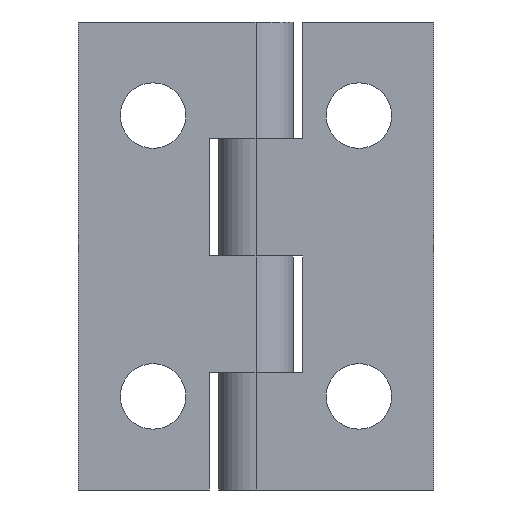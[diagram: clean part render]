
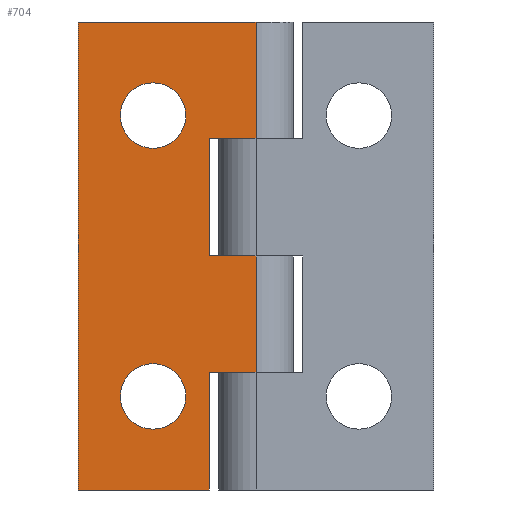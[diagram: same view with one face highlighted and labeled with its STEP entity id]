
A CAD part, front view. The second image highlights one B-rep face of the part: STEP entity #704.
In plain terms, the highlighted planar face has unit normal (0, -1, 0).
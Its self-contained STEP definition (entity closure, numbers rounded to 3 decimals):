
#65=FACE_BOUND('',#186,.T.);
#66=FACE_BOUND('',#187,.T.);
#95=CIRCLE('',#758,1.75);
#97=CIRCLE('',#762,1.75);
#133=FACE_OUTER_BOUND('',#185,.T.);
#185=EDGE_LOOP('',(#554,#555,#556,#557,#558,#559,#560,#561,#562,#563));
#186=EDGE_LOOP('',(#564));
#187=EDGE_LOOP('',(#565));
#230=LINE('',#1040,#284);
#232=LINE('',#1046,#286);
#236=LINE('',#1057,#290);
#238=LINE('',#1068,#292);
#241=LINE('',#1074,#295);
#247=LINE('',#1091,#301);
#248=LINE('',#1093,#302);
#250=LINE('',#1103,#304);
#252=LINE('',#1122,#306);
#253=LINE('',#1123,#307);
#284=VECTOR('',#820,6.3);
#286=VECTOR('',#826,2.5);
#290=VECTOR('',#834,2.5);
#292=VECTOR('',#844,2.5);
#295=VECTOR('',#851,6.3);
#301=VECTOR('',#867,6.2);
#302=VECTOR('',#870,6.2);
#304=VECTOR('',#882,7.);
#306=VECTOR('',#906,9.5);
#307=VECTOR('',#907,25.);
#338=VERTEX_POINT('',#1037);
#339=VERTEX_POINT('',#1039);
#340=VERTEX_POINT('',#1043);
#345=VERTEX_POINT('',#1054);
#346=VERTEX_POINT('',#1056);
#350=VERTEX_POINT('',#1065);
#351=VERTEX_POINT('',#1067);
#358=VERTEX_POINT('',#1089);
#361=VERTEX_POINT('',#1102);
#363=VERTEX_POINT('',#1109);
#365=VERTEX_POINT('',#1115);
#367=VERTEX_POINT('',#1121);
#404=EDGE_CURVE('',#339,#338,#230,.T.);
#407=EDGE_CURVE('',#338,#340,#232,.T.);
#412=EDGE_CURVE('',#346,#345,#236,.T.);
#417=EDGE_CURVE('',#351,#350,#238,.T.);
#421=EDGE_CURVE('',#345,#351,#241,.T.);
#430=EDGE_CURVE('',#350,#358,#247,.T.);
#431=EDGE_CURVE('',#340,#346,#248,.T.);
#435=EDGE_CURVE('',#339,#361,#250,.T.);
#438=EDGE_CURVE('',#363,#363,#95,.T.);
#440=EDGE_CURVE('',#365,#365,#97,.T.);
#442=EDGE_CURVE('',#367,#358,#252,.T.);
#443=EDGE_CURVE('',#361,#367,#253,.T.);
#554=ORIENTED_EDGE('',*,*,#407,.T.);
#555=ORIENTED_EDGE('',*,*,#431,.T.);
#556=ORIENTED_EDGE('',*,*,#412,.T.);
#557=ORIENTED_EDGE('',*,*,#421,.T.);
#558=ORIENTED_EDGE('',*,*,#417,.T.);
#559=ORIENTED_EDGE('',*,*,#430,.T.);
#560=ORIENTED_EDGE('',*,*,#442,.F.);
#561=ORIENTED_EDGE('',*,*,#443,.F.);
#562=ORIENTED_EDGE('',*,*,#435,.F.);
#563=ORIENTED_EDGE('',*,*,#404,.T.);
#564=ORIENTED_EDGE('',*,*,#438,.T.);
#565=ORIENTED_EDGE('',*,*,#440,.T.);
#673=PLANE('',#765);
#704=ADVANCED_FACE('',(#133,#65,#66),#673,.T.);
#758=AXIS2_PLACEMENT_3D('',#1110,#890,#891);
#762=AXIS2_PLACEMENT_3D('',#1116,#898,#899);
#765=AXIS2_PLACEMENT_3D('',#1120,#904,#905);
#820=DIRECTION('',(0.,0.,1.));
#826=DIRECTION('',(1.,0.,0.));
#834=DIRECTION('',(-1.,0.,0.));
#844=DIRECTION('',(1.,0.,0.));
#851=DIRECTION('',(0.,0.,1.));
#867=DIRECTION('',(0.,0.,1.));
#870=DIRECTION('',(0.,0.,1.));
#882=DIRECTION('',(-1.,0.,0.));
#890=DIRECTION('center_axis',(0.,1.,0.));
#891=DIRECTION('ref_axis',(1.,0.,0.));
#898=DIRECTION('center_axis',(0.,1.,0.));
#899=DIRECTION('ref_axis',(1.,0.,0.));
#904=DIRECTION('center_axis',(0.,-1.,0.));
#905=DIRECTION('ref_axis',(1.,0.,0.));
#906=DIRECTION('',(1.,0.,0.));
#907=DIRECTION('',(0.,0.,1.));
#1037=CARTESIAN_POINT('',(-2.5,0.,-6.2));
#1039=CARTESIAN_POINT('',(-2.5,0.,-12.5));
#1040=CARTESIAN_POINT('',(-2.5,0.,-6.25));
#1043=CARTESIAN_POINT('',(0.,0.,-6.2));
#1046=CARTESIAN_POINT('',(-6.,0.,-6.2));
#1054=CARTESIAN_POINT('',(-2.5,0.,0.));
#1056=CARTESIAN_POINT('',(0.,0.,0.));
#1057=CARTESIAN_POINT('',(-3.75,0.,0.));
#1065=CARTESIAN_POINT('',(0.,0.,6.3));
#1067=CARTESIAN_POINT('',(-2.5,0.,6.3));
#1068=CARTESIAN_POINT('',(-6.,0.,6.3));
#1074=CARTESIAN_POINT('',(-2.5,0.,0.));
#1089=CARTESIAN_POINT('',(0.,0.,12.5));
#1091=CARTESIAN_POINT('',(0.,0.,0.));
#1093=CARTESIAN_POINT('',(0.,0.,0.));
#1102=CARTESIAN_POINT('',(-9.5,0.,-12.5));
#1103=CARTESIAN_POINT('',(-9.5,0.,-12.5));
#1109=CARTESIAN_POINT('',(-7.25,0.,7.5));
#1110=CARTESIAN_POINT('Origin',(-5.5,0.,7.5));
#1115=CARTESIAN_POINT('',(-7.25,0.,-7.5));
#1116=CARTESIAN_POINT('Origin',(-5.5,0.,-7.5));
#1120=CARTESIAN_POINT('Origin',(-9.5,0.,0.));
#1121=CARTESIAN_POINT('',(-9.5,0.,12.5));
#1122=CARTESIAN_POINT('',(-9.5,0.,12.5));
#1123=CARTESIAN_POINT('',(-9.5,0.,0.));
